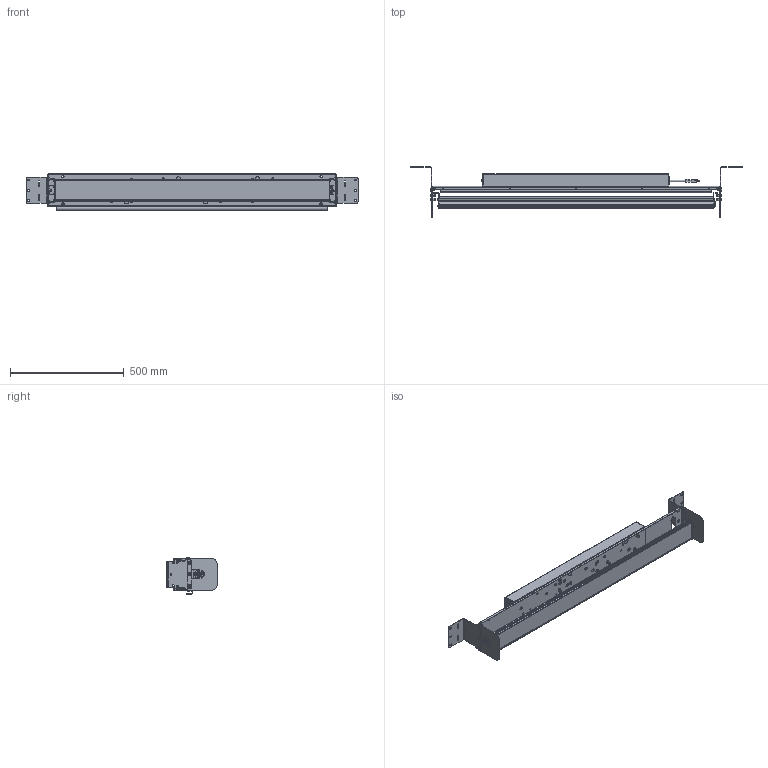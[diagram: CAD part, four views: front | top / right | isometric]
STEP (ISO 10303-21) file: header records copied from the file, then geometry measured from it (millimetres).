
FILE_DESCRIPTION (( 'STEP AP214' ), '1' );
FILE_NAME ('LE155S-S-V1-5-D-4-1-TF.STEP', '2020-03-19T12:54:40', ( '' ), ( '' ), 'SwSTEP 2.0', 'SolidWorks 2017', '' );
FILE_SCHEMA (( 'AUTOMOTIVE_DESIGN' ));
Length unit declared in the file: inch
Products named in the file (1): LE155S-S-V1-5-D-4-1-TF
Bounding box: 1461.48 x 222 x 159.63 mm (x, y, z)
Volume: 4530247.5 mm3; surface area: 2120314.1 mm2
Topology: 71 solids, 71 shells, 3031 faces, 7547 edges, 4742 vertices
Faces by surface type: plane 1748, cylinder 1123, torus 62, sphere 50, cone 30, bspline 18
Entity records: 92887 total; most frequent: CARTESIAN_POINT 16621, DIRECTION 16249, ORIENTED_EDGE 15094, EDGE_CURVE 7547, AXIS2_PLACEMENT_3D 5914, VERTEX_POINT 4742, VECTOR 4421, LINE 4421
